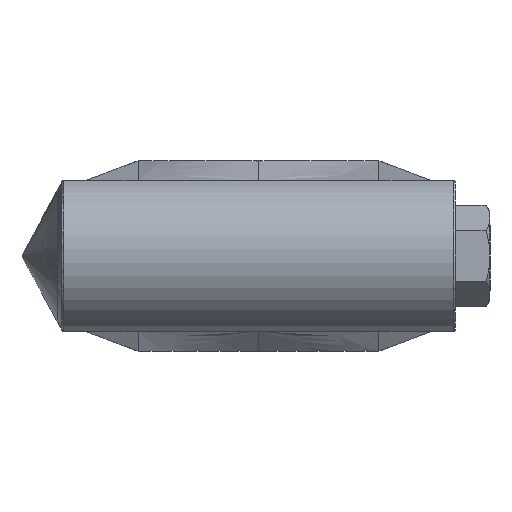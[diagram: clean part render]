
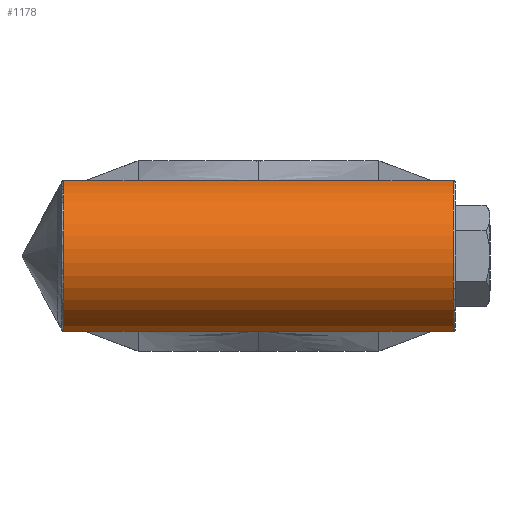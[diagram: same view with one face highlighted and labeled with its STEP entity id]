
A CAD part, left-side view. The second image highlights one B-rep face of the part: STEP entity #1178.
In plain terms, the highlighted cylindrical face has radius 9.982 mm (diameter 19.964 mm), a partial arc.
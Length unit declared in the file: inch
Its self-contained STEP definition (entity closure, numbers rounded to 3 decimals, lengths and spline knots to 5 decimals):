
#2 = EDGE_CURVE ( 'NONE', #3181, #2134, #1852, .T. ) ;
#10 = ORIENTED_EDGE ( 'NONE', *, *, #361, .F. ) ;
#60 = B_SPLINE_CURVE_WITH_KNOTS ( 'NONE', 3,
 ( #3136, #2915, #895, #2890 ),
 .UNSPECIFIED., .F., .F.,
 ( 4, 4 ),
 ( 0., 1. ),
 .UNSPECIFIED. ) ;
#75 = EDGE_CURVE ( 'NONE', #1266, #1227, #60, .T. ) ;
#81 = VECTOR ( 'NONE', #1374, 39.37008 ) ;
#139 = CARTESIAN_POINT ( 'NONE',  ( -0.96958, 0.031, -0.375 ) ) ;
#154 = EDGE_LOOP ( 'NONE', ( #1670, #908, #1643, #425, #449, #2679, #2727, #1838, #2942, #1688, #328, #956, #565, #10 ) ) ;
#156 = CARTESIAN_POINT ( 'NONE',  ( -0.852, -0.614, 0. ) ) ;
#221 = CARTESIAN_POINT ( 'NONE',  ( -0.96958, 0.431, 0.375 ) ) ;
#258 = CARTESIAN_POINT ( 'NONE',  ( -0.96958, 1.413, 0.375 ) ) ;
#271 = CARTESIAN_POINT ( 'NONE',  ( -0.96958, -0.169, 0.375 ) ) ;
#328 = ORIENTED_EDGE ( 'NONE', *, *, #3173, .T. ) ;
#358 = AXIS2_PLACEMENT_3D ( 'NONE', #156, #2201, #2171 ) ;
#361 = EDGE_CURVE ( 'NONE', #1918, #1598, #1014, .T. ) ;
#365 = EDGE_CURVE ( 'NONE', #2166, #1227, #1621, .T. ) ;
#423 = CARTESIAN_POINT ( 'NONE',  ( -0.96958, 0.231, -0.375 ) ) ;
#425 = ORIENTED_EDGE ( 'NONE', *, *, #365, .T. ) ;
#431 = B_SPLINE_CURVE_WITH_KNOTS ( 'NONE', 3,
 ( #1196, #1554, #2543, #3264 ),
 .UNSPECIFIED., .F., .F.,
 ( 4, 4 ),
 ( 0., 1. ),
 .UNSPECIFIED. ) ;
#432 = CARTESIAN_POINT ( 'NONE',  ( -0.96958, 1.031, -0.375 ) ) ;
#443 = LINE ( 'NONE', #1050, #2181 ) ;
#449 = ORIENTED_EDGE ( 'NONE', *, *, #75, .F. ) ;
#464 = CARTESIAN_POINT ( 'NONE',  ( -0.96958, 1.403, 0.375 ) ) ;
#470 = DIRECTION ( 'NONE',  ( 0., 1., 0. ) ) ;
#527 = B_SPLINE_CURVE_WITH_KNOTS ( 'NONE', 3,
 ( #221, #1250, #1770, #1502 ),
 .UNSPECIFIED., .F., .F.,
 ( 4, 4 ),
 ( 0., 1. ),
 .UNSPECIFIED. ) ;
#560 = CARTESIAN_POINT ( 'NONE',  ( -0.96958, 1.476, 0.375 ) ) ;
#565 = ORIENTED_EDGE ( 'NONE', *, *, #720, .T. ) ;
#569 = AXIS2_PLACEMENT_3D ( 'NONE', #2104, #779, #2621 ) ;
#570 = VERTEX_POINT ( 'NONE', #2418 ) ;
#649 = VECTOR ( 'NONE', #2225, 39.37008 ) ;
#681 = CARTESIAN_POINT ( 'NONE',  ( -0.96958, 0.431, -0.375 ) ) ;
#704 = DIRECTION ( 'NONE',  ( 0., 1., 0. ) ) ;
#720 = EDGE_CURVE ( 'NONE', #1714, #1598, #527, .T. ) ;
#779 = DIRECTION ( 'NONE',  ( 0., -1., 0. ) ) ;
#835 = DIRECTION ( 'NONE',  ( 0., -1., 0. ) ) ;
#895 = CARTESIAN_POINT ( 'NONE',  ( -0.96958, 0.831, -0.375 ) ) ;
#908 = ORIENTED_EDGE ( 'NONE', *, *, #2011, .T. ) ;
#956 = ORIENTED_EDGE ( 'NONE', *, *, #1292, .F. ) ;
#984 = CARTESIAN_POINT ( 'NONE',  ( -0.96958, -0.431, -0.375 ) ) ;
#1014 = LINE ( 'NONE', #560, #2837 ) ;
#1038 = CARTESIAN_POINT ( 'NONE',  ( -0.96958, -0.541, -0.375 ) ) ;
#1047 = CYLINDRICAL_SURFACE ( 'NONE', #358, 0.393 ) ;
#1050 = CARTESIAN_POINT ( 'NONE',  ( -0.96958, -0.614, -0.375 ) ) ;
#1178 = ADVANCED_FACE ( 'NONE', ( #2001 ), #1047, .T. ) ;
#1196 = CARTESIAN_POINT ( 'NONE',  ( -0.96958, 0.431, 0.375 ) ) ;
#1227 = VERTEX_POINT ( 'NONE', #432 ) ;
#1242 = VECTOR ( 'NONE', #2529, 39.37008 ) ;
#1245 = CARTESIAN_POINT ( 'NONE',  ( -0.96958, -0.551, -0.375 ) ) ;
#1246 = DIRECTION ( 'NONE',  ( 0., 0., -1. ) ) ;
#1250 = CARTESIAN_POINT ( 'NONE',  ( -0.96958, 0.631, 0.375 ) ) ;
#1266 = VERTEX_POINT ( 'NONE', #681 ) ;
#1292 = EDGE_CURVE ( 'NONE', #1714, #1806, #431, .T. ) ;
#1304 = LINE ( 'NONE', #2522, #3219 ) ;
#1312 = EDGE_CURVE ( 'NONE', #1753, #1918, #1488, .T. ) ;
#1342 = VERTEX_POINT ( 'NONE', #1038 ) ;
#1374 = DIRECTION ( 'NONE',  ( 0., 1., 0. ) ) ;
#1384 = AXIS2_PLACEMENT_3D ( 'NONE', #1540, #704, #1246 ) ;
#1405 = VECTOR ( 'NONE', #1847, 39.37008 ) ;
#1488 = LINE ( 'NONE', #258, #1242 ) ;
#1502 = CARTESIAN_POINT ( 'NONE',  ( -0.96958, 1.031, 0.375 ) ) ;
#1526 = CARTESIAN_POINT ( 'NONE',  ( -0.96958, 0.431, 0.375 ) ) ;
#1540 = CARTESIAN_POINT ( 'NONE',  ( -0.852, -0.541, 0. ) ) ;
#1543 = DIRECTION ( 'NONE',  ( 0., 1., 0. ) ) ;
#1554 = CARTESIAN_POINT ( 'NONE',  ( -0.96958, 0.231, 0.375 ) ) ;
#1555 = CARTESIAN_POINT ( 'NONE',  ( -0.96958, 1.293, -0.375 ) ) ;
#1598 = VERTEX_POINT ( 'NONE', #1950 ) ;
#1621 = LINE ( 'NONE', #3023, #1405 ) ;
#1634 = EDGE_CURVE ( 'NONE', #3143, #2313, #443, .T. ) ;
#1643 = ORIENTED_EDGE ( 'NONE', *, *, #2636, .T. ) ;
#1670 = ORIENTED_EDGE ( 'NONE', *, *, #1312, .F. ) ;
#1688 = ORIENTED_EDGE ( 'NONE', *, *, #2, .T. ) ;
#1714 = VERTEX_POINT ( 'NONE', #1526 ) ;
#1735 = EDGE_CURVE ( 'NONE', #1342, #3181, #2457, .T. ) ;
#1753 = VERTEX_POINT ( 'NONE', #464 ) ;
#1757 = CARTESIAN_POINT ( 'NONE',  ( -0.96958, -0.169, -0.375 ) ) ;
#1770 = CARTESIAN_POINT ( 'NONE',  ( -0.96958, 0.831, 0.375 ) ) ;
#1806 = VERTEX_POINT ( 'NONE', #271 ) ;
#1838 = ORIENTED_EDGE ( 'NONE', *, *, #2514, .F. ) ;
#1847 = DIRECTION ( 'NONE',  ( 0., -1., 0. ) ) ;
#1852 = LINE ( 'NONE', #2352, #81 ) ;
#1918 = VERTEX_POINT ( 'NONE', #2964 ) ;
#1942 = CARTESIAN_POINT ( 'NONE',  ( -0.96958, 0.431, -0.375 ) ) ;
#1950 = CARTESIAN_POINT ( 'NONE',  ( -0.96958, 1.031, 0.375 ) ) ;
#1967 = CARTESIAN_POINT ( 'NONE',  ( -0.96958, -0.431, 0.375 ) ) ;
#1970 = CARTESIAN_POINT ( 'NONE',  ( -0.96958, 1.413, -0.375 ) ) ;
#2001 = FACE_OUTER_BOUND ( 'NONE', #154, .T. ) ;
#2011 = EDGE_CURVE ( 'NONE', #1753, #570, #2342, .T. ) ;
#2019 = VECTOR ( 'NONE', #2278, 39.37008 ) ;
#2104 = CARTESIAN_POINT ( 'NONE',  ( -0.852, 1.403, 0. ) ) ;
#2134 = VERTEX_POINT ( 'NONE', #1967 ) ;
#2157 = LINE ( 'NONE', #1245, #2019 ) ;
#2161 = EDGE_CURVE ( 'NONE', #1266, #2313, #3193, .T. ) ;
#2166 = VERTEX_POINT ( 'NONE', #1555 ) ;
#2171 = DIRECTION ( 'NONE',  ( 0., 0., 1. ) ) ;
#2181 = VECTOR ( 'NONE', #1543, 39.37008 ) ;
#2201 = DIRECTION ( 'NONE',  ( 0., 1., 0. ) ) ;
#2225 = DIRECTION ( 'NONE',  ( 0., -1., 0. ) ) ;
#2278 = DIRECTION ( 'NONE',  ( 0., 1., 0. ) ) ;
#2313 = VERTEX_POINT ( 'NONE', #1757 ) ;
#2342 = CIRCLE ( 'NONE', #569, 0.393 ) ;
#2352 = CARTESIAN_POINT ( 'NONE',  ( -0.96958, -0.551, 0.375 ) ) ;
#2418 = CARTESIAN_POINT ( 'NONE',  ( -0.96958, 1.403, -0.375 ) ) ;
#2457 = CIRCLE ( 'NONE', #1384, 0.393 ) ;
#2514 = EDGE_CURVE ( 'NONE', #1342, #3143, #2157, .T. ) ;
#2522 = CARTESIAN_POINT ( 'NONE',  ( -0.96958, -0.614, 0.375 ) ) ;
#2529 = DIRECTION ( 'NONE',  ( 0., -1., 0. ) ) ;
#2543 = CARTESIAN_POINT ( 'NONE',  ( -0.96958, 0.031, 0.375 ) ) ;
#2621 = DIRECTION ( 'NONE',  ( 0., 0., 1. ) ) ;
#2636 = EDGE_CURVE ( 'NONE', #570, #2166, #2905, .T. ) ;
#2679 = ORIENTED_EDGE ( 'NONE', *, *, #2161, .T. ) ;
#2727 = ORIENTED_EDGE ( 'NONE', *, *, #1634, .F. ) ;
#2837 = VECTOR ( 'NONE', #835, 39.37008 ) ;
#2890 = CARTESIAN_POINT ( 'NONE',  ( -0.96958, 1.031, -0.375 ) ) ;
#2905 = LINE ( 'NONE', #1970, #649 ) ;
#2915 = CARTESIAN_POINT ( 'NONE',  ( -0.96958, 0.631, -0.375 ) ) ;
#2942 = ORIENTED_EDGE ( 'NONE', *, *, #1735, .T. ) ;
#2964 = CARTESIAN_POINT ( 'NONE',  ( -0.96958, 1.293, 0.375 ) ) ;
#2980 = CARTESIAN_POINT ( 'NONE',  ( -0.96958, -0.541, 0.375 ) ) ;
#3023 = CARTESIAN_POINT ( 'NONE',  ( -0.96958, 1.476, -0.375 ) ) ;
#3052 = CARTESIAN_POINT ( 'NONE',  ( -0.96958, -0.169, -0.375 ) ) ;
#3136 = CARTESIAN_POINT ( 'NONE',  ( -0.96958, 0.431, -0.375 ) ) ;
#3143 = VERTEX_POINT ( 'NONE', #984 ) ;
#3173 = EDGE_CURVE ( 'NONE', #2134, #1806, #1304, .T. ) ;
#3181 = VERTEX_POINT ( 'NONE', #2980 ) ;
#3193 = B_SPLINE_CURVE_WITH_KNOTS ( 'NONE', 3,
 ( #1942, #423, #139, #3052 ),
 .UNSPECIFIED., .F., .F.,
 ( 4, 4 ),
 ( 0., 1. ),
 .UNSPECIFIED. ) ;
#3219 = VECTOR ( 'NONE', #470, 39.37008 ) ;
#3264 = CARTESIAN_POINT ( 'NONE',  ( -0.96958, -0.169, 0.375 ) ) ;
